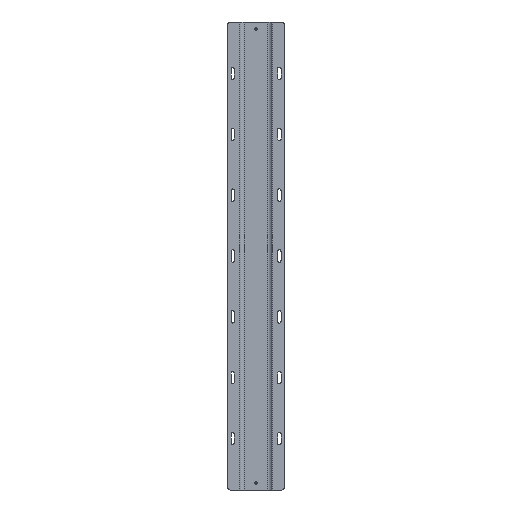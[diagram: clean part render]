
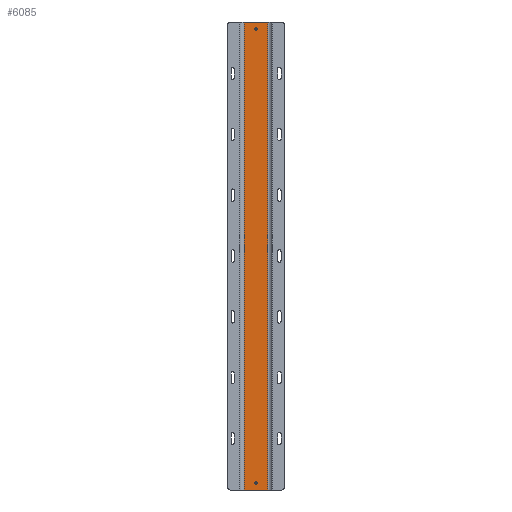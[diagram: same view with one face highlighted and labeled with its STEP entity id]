
A CAD part, front view. The second image highlights one B-rep face of the part: STEP entity #6085.
In plain terms, the highlighted planar face has unit normal (0, -1, 0).
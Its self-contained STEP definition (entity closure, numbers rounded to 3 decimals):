
#13 = DIRECTION ( 'NONE',  ( 1., 0., 0. ) ) ;
#271 = DIRECTION ( 'NONE',  ( 0., 0., -1. ) ) ;
#369 = VERTEX_POINT ( 'NONE', #2557 ) ;
#430 = AXIS2_PLACEMENT_3D ( 'NONE', #2537, #5823, #271 ) ;
#618 = ORIENTED_EDGE ( 'NONE', *, *, #2674, .F. ) ;
#839 = EDGE_CURVE ( 'NONE', #5261, #1776, #6051, .T. ) ;
#925 = EDGE_LOOP ( 'NONE', ( #1913, #2106, #2051, #5546 ) ) ;
#987 = CARTESIAN_POINT ( 'NONE',  ( 0., 0., -485. ) ) ;
#1148 = DIRECTION ( 'NONE',  ( 0., -1., 0. ) ) ;
#1169 = DIRECTION ( 'NONE',  ( 0., 0., -1. ) ) ;
#1280 = EDGE_LOOP ( 'NONE', ( #618, #1342 ) ) ;
#1320 = LINE ( 'NONE', #4059, #2052 ) ;
#1342 = ORIENTED_EDGE ( 'NONE', *, *, #3613, .F. ) ;
#1441 = CIRCLE ( 'NONE', #3040, 2.5 ) ;
#1757 = DIRECTION ( 'NONE',  ( 0., 0., -1. ) ) ;
#1776 = VERTEX_POINT ( 'NONE', #5336 ) ;
#1815 = FACE_OUTER_BOUND ( 'NONE', #925, .T. ) ;
#1913 = ORIENTED_EDGE ( 'NONE', *, *, #3512, .T. ) ;
#1945 = PLANE ( 'NONE',  #6234 ) ;
#1948 = CARTESIAN_POINT ( 'NONE',  ( 0., 0., -482.5 ) ) ;
#2033 = DIRECTION ( 'NONE',  ( -1., 0., 0. ) ) ;
#2051 = ORIENTED_EDGE ( 'NONE', *, *, #5269, .F. ) ;
#2052 = VECTOR ( 'NONE', #4076, 1000. ) ;
#2056 = DIRECTION ( 'NONE',  ( 0., 1., 0. ) ) ;
#2106 = ORIENTED_EDGE ( 'NONE', *, *, #6193, .F. ) ;
#2191 = CIRCLE ( 'NONE', #3337, 2.5 ) ;
#2200 = VERTEX_POINT ( 'NONE', #4064 ) ;
#2210 = DIRECTION ( 'NONE',  ( 0., -1., 0. ) ) ;
#2296 = CARTESIAN_POINT ( 'NONE',  ( -25., 0., 500. ) ) ;
#2333 = EDGE_LOOP ( 'NONE', ( #2970, #5530 ) ) ;
#2342 = VECTOR ( 'NONE', #4626, 1000. ) ;
#2537 = CARTESIAN_POINT ( 'NONE',  ( 0., 0., 485. ) ) ;
#2557 = CARTESIAN_POINT ( 'NONE',  ( 0., 0., -487.5 ) ) ;
#2671 = VERTEX_POINT ( 'NONE', #3134 ) ;
#2674 = EDGE_CURVE ( 'NONE', #369, #3144, #1441, .T. ) ;
#2951 = VERTEX_POINT ( 'NONE', #5397 ) ;
#2970 = ORIENTED_EDGE ( 'NONE', *, *, #4214, .F. ) ;
#3016 = CIRCLE ( 'NONE', #3209, 2.5 ) ;
#3040 = AXIS2_PLACEMENT_3D ( 'NONE', #987, #5192, #4088 ) ;
#3056 = VERTEX_POINT ( 'NONE', #5498 ) ;
#3134 = CARTESIAN_POINT ( 'NONE',  ( -25., 0., 500. ) ) ;
#3144 = VERTEX_POINT ( 'NONE', #1948 ) ;
#3209 = AXIS2_PLACEMENT_3D ( 'NONE', #3767, #1148, #1169 ) ;
#3337 = AXIS2_PLACEMENT_3D ( 'NONE', #4792, #2210, #1757 ) ;
#3344 = DIRECTION ( 'NONE',  ( 0., 0., -1. ) ) ;
#3512 = EDGE_CURVE ( 'NONE', #2200, #3056, #5011, .T. ) ;
#3562 = LINE ( 'NONE', #3616, #2342 ) ;
#3589 = CARTESIAN_POINT ( 'NONE',  ( -25., 0., 500. ) ) ;
#3613 = EDGE_CURVE ( 'NONE', #3144, #369, #3016, .T. ) ;
#3616 = CARTESIAN_POINT ( 'NONE',  ( -25., 0., 500. ) ) ;
#3645 = LINE ( 'NONE', #2296, #4596 ) ;
#3767 = CARTESIAN_POINT ( 'NONE',  ( 0., 0., -485. ) ) ;
#4059 = CARTESIAN_POINT ( 'NONE',  ( 25., 0., 500. ) ) ;
#4064 = CARTESIAN_POINT ( 'NONE',  ( -25., 0., -500. ) ) ;
#4076 = DIRECTION ( 'NONE',  ( 0., 0., -1. ) ) ;
#4088 = DIRECTION ( 'NONE',  ( 0., 0., -1. ) ) ;
#4192 = CARTESIAN_POINT ( 'NONE',  ( 0., 0., 487.5 ) ) ;
#4214 = EDGE_CURVE ( 'NONE', #1776, #5261, #2191, .T. ) ;
#4596 = VECTOR ( 'NONE', #3344, 1000. ) ;
#4626 = DIRECTION ( 'NONE',  ( 1., 0., 0. ) ) ;
#4765 = EDGE_CURVE ( 'NONE', #2671, #2200, #3645, .T. ) ;
#4792 = CARTESIAN_POINT ( 'NONE',  ( 0., 0., 485. ) ) ;
#5011 = LINE ( 'NONE', #5145, #5950 ) ;
#5145 = CARTESIAN_POINT ( 'NONE',  ( -25., 0., -500. ) ) ;
#5192 = DIRECTION ( 'NONE',  ( 0., -1., 0. ) ) ;
#5261 = VERTEX_POINT ( 'NONE', #4192 ) ;
#5269 = EDGE_CURVE ( 'NONE', #2671, #2951, #3562, .T. ) ;
#5336 = CARTESIAN_POINT ( 'NONE',  ( 0., 0., 482.5 ) ) ;
#5397 = CARTESIAN_POINT ( 'NONE',  ( 25., 0., 500. ) ) ;
#5498 = CARTESIAN_POINT ( 'NONE',  ( 25., 0., -500. ) ) ;
#5530 = ORIENTED_EDGE ( 'NONE', *, *, #839, .F. ) ;
#5546 = ORIENTED_EDGE ( 'NONE', *, *, #4765, .T. ) ;
#5795 = FACE_BOUND ( 'NONE', #2333, .T. ) ;
#5823 = DIRECTION ( 'NONE',  ( 0., -1., 0. ) ) ;
#5950 = VECTOR ( 'NONE', #13, 1000. ) ;
#6051 = CIRCLE ( 'NONE', #430, 2.5 ) ;
#6085 = ADVANCED_FACE ( 'NONE', ( #6359, #5795, #1815 ), #1945, .F. ) ;
#6193 = EDGE_CURVE ( 'NONE', #2951, #3056, #1320, .T. ) ;
#6234 = AXIS2_PLACEMENT_3D ( 'NONE', #3589, #2056, #2033 ) ;
#6359 = FACE_BOUND ( 'NONE', #1280, .T. ) ;
